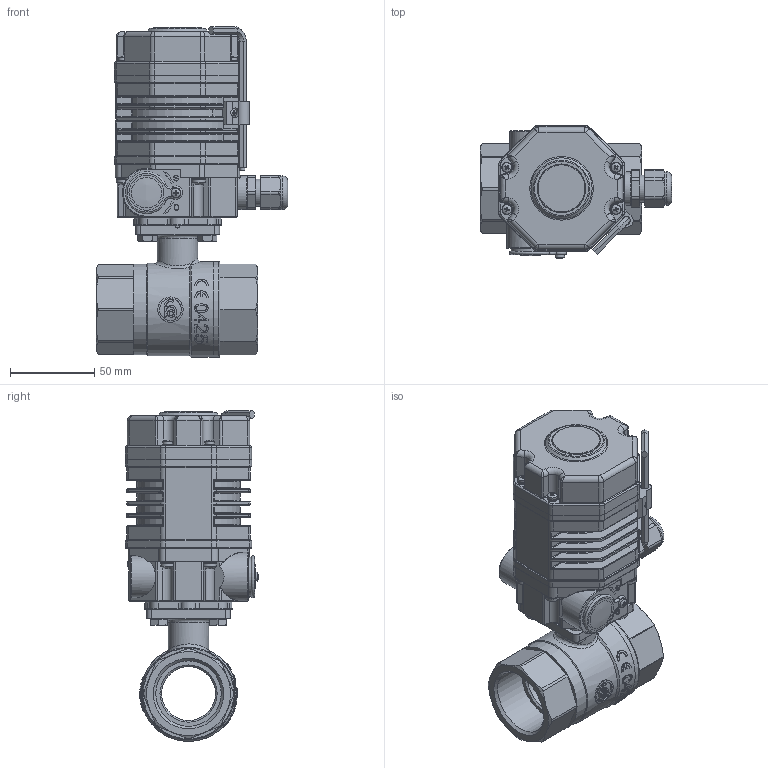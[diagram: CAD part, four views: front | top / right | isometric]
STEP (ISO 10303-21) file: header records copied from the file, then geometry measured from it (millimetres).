
FILE_DESCRIPTION(/* description */ ('Unknown'),/* implementation_level */ '2;1');
FILE_NAME(/* name */ 'AE01_020767-07',/* time_stamp */ '2022-10-14T11:12:39+02:00',/* author */ ('Unknown'),/* organization */ ('Unknown'),/* preprocessor_version */ 'ST-DEVELOPER v16.7',/* originating_system */ 'Solid Edge',/* authorisation */ 'Unknown');
FILE_SCHEMA (('AUTOMOTIVE_DESIGN {1 0 10303 214 3 1 1}'));
Products named in the file (38): AE030767-07; 2.110.032_(767-07); LA0162#11032; OR0072#V34; SE0164#032; RO0079#06; AT0042#33; OR0072#V21; LA0020#032; LA0161#032; DIN 933 M6x18 A2-70 BLK_EDST; AE03_(AE24); 狟粣創杶; BQ02-036 忒梟裔; 躇猾祧菜; 52.5萇儂褲; BQ02萇ァ裔B; 躇猾菜; 售忒釱; 售忒; 坋趼蹟隊M4X16; 坋趼蹟隊M4X16_GB_CROSS_SCREWS_TYPE1 M4X12-12  H type-N; 粟菜 4_GB_FASTENER_WASHER_SSWL 4; す菜 4_GB_FASTENER_WASHER_PWSA 4; 坋趼蹟隊M3X14; 坋趼蹟隊M3X14_GB_CROSS_SCREWS_TYPE1 M3X14-14  H type-N; 粟菜 3_GB_FASTENER_WASHER_SSWL 3; す菜 3_GB_FASTENER_WASHER_PWSA 3; 坋趼蹟隊M3X8_GB_CROSS_SCREWS_TYPE1 M3X14-14  H type-N; 坋趼蹟隊M3X6_GB_CROSS_SCREWS_TYPE1 M3X14-14  H type-N; 硌尨攫; 硌渀; BQ02硌尨敦B; zz喘謫眊; ZZ倰堤薯粣; TC20X28X6; 盄坶1; 盄坶2
Assembly tree (51 placements, depth 4):
  AE030767-07
    2.110.032_(767-07)
      LA0162#11032
      OR0072#V34  x2
      SE0164#032  x2
      RO0079#06
      AT0042#33
      OR0072#V21  x2
      LA0020#032
      LA0161#032
    DIN 933 M6x18 A2-70 BLK_EDST  x4
    AE03_(AE24)
      狟粣創杶
      BQ02-036 忒梟裔
      躇猾祧菜
      52.5萇儂褲
      BQ02萇ァ裔B
      躇猾菜
      售忒釱
      售忒
      坋趼蹟隊M4X16  x4
        坋趼蹟隊M4X16_GB_CROSS_SCREWS_TYPE1 M4X12-12  H type-N
        粟菜 4_GB_FASTENER_WASHER_SSWL 4
        す菜 4_GB_FASTENER_WASHER_PWSA 4
      坋趼蹟隊M3X14  x4
        坋趼蹟隊M3X14_GB_CROSS_SCREWS_TYPE1 M3X14-14  H type-N
        粟菜 3_GB_FASTENER_WASHER_SSWL 3
        す菜 3_GB_FASTENER_WASHER_PWSA 3
      坋趼蹟隊M3X8_GB_CROSS_SCREWS_TYPE1 M3X14-14  H type-N  x2
      坋趼蹟隊M3X6_GB_CROSS_SCREWS_TYPE1 M3X14-14  H type-N  x2
      硌尨攫
      硌渀
      BQ02硌尨敦B
      zz喘謫眊
      ZZ倰堤薯粣
      TC20X28X6
      盄坶1
      盄坶2
Bounding box: 113.8 x 79.12 x 196.85 mm (x, y, z)
Volume: 367027.3 mm3; surface area: 197248 mm2
Topology: 59 solids, 76 shells, 2904 faces, 6873 edges, 4199 vertices
Faces by surface type: plane 1081, cylinder 1046, torus 448, bspline 171, cone 82, sphere 76
Full cylindrical faces by diameter (mm): 2.5 x14, 2.505 x1, 3 x8, 3.102 x1, 3.2 x5, 3.3 x16, 3.4 x4, 3.5 x10, 4 x14, 4.3 x4, 4.4 x4, 4.5 x4, 4.7 x2, 5 x8, 5.4 x4, 5.6 x8, 6 x14, 6.8 x4, 7 x6, 8 x8, 8.1 x2, 10 x4, 10.8 x1, 11 x5, 11.02 x1, 11.1 x1, 11.8 x1, 13 x2, 13.009 x1, 14.5 x2
Entity records: 86089 total; most frequent: CARTESIAN_POINT 22156, DIRECTION 13086, ORIENTED_EDGE 11566, EDGE_CURVE 5783, AXIS2_PLACEMENT_3D 5387, VERTEX_POINT 3691, FACE_BOUND 3094, EDGE_LOOP 3076
